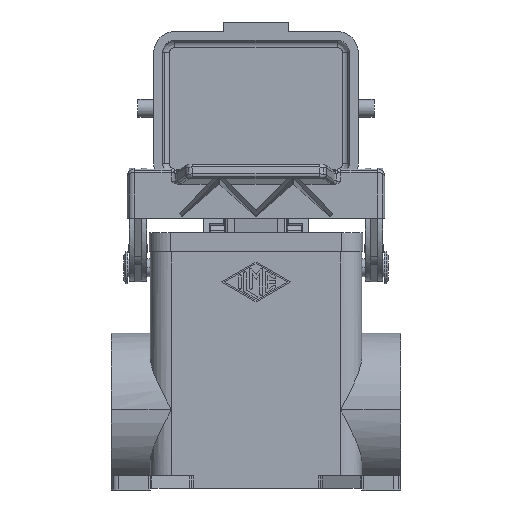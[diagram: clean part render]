
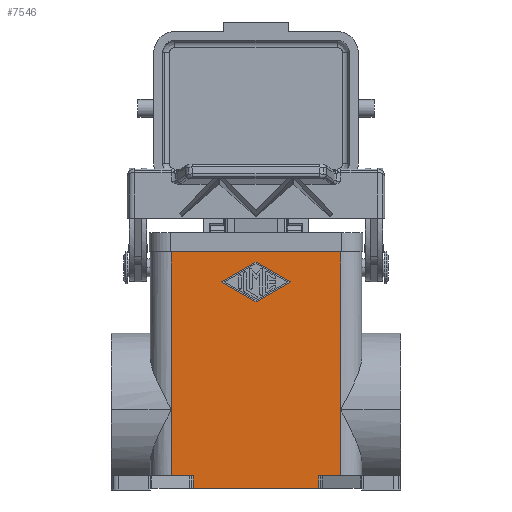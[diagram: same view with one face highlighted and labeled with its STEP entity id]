
A CAD part, front view. The second image highlights one B-rep face of the part: STEP entity #7546.
In plain terms, the highlighted planar face has unit normal (0, -1, 0).
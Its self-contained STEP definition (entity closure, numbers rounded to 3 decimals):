
#5304=CARTESIAN_POINT('',(24.,-21.75,-21.25));
#5305=VERTEX_POINT('',#5304);
#5466=CARTESIAN_POINT('',(-24.,-21.75,-21.25));
#5467=VERTEX_POINT('',#5466);
#6800=CARTESIAN_POINT('',(17.773,-21.75,-43.5));
#6801=VERTEX_POINT('',#6800);
#6809=CARTESIAN_POINT('',(-17.773,-21.75,-43.5));
#6810=VERTEX_POINT('',#6809);
#6811=CARTESIAN_POINT('',(17.773,-21.75,-43.5));
#6812=DIRECTION('',(-1.0,0.0,0.0));
#6813=VECTOR('',#6812,35.546);
#6814=LINE('',#6811,#6813);
#6815=EDGE_CURVE('',#6801,#6810,#6814,.T.);
#7171=CARTESIAN_POINT('',(-17.773,-21.75,-40.));
#7172=VERTEX_POINT('',#7171);
#7180=CARTESIAN_POINT('',(-24.,-21.75,-40.));
#7181=VERTEX_POINT('',#7180);
#7182=CARTESIAN_POINT('',(-24.,-21.75,-40.));
#7183=DIRECTION('',(1.0,0.0,0.0));
#7184=VECTOR('',#7183,6.227);
#7185=LINE('',#7182,#7184);
#7186=EDGE_CURVE('',#7181,#7172,#7185,.T.);
#7435=CARTESIAN_POINT('',(17.773,-21.75,-40.));
#7436=VERTEX_POINT('',#7435);
#7444=CARTESIAN_POINT('',(17.773,-21.75,-40.));
#7445=DIRECTION('',(0.0,0.0,-1.0));
#7446=VECTOR('',#7445,3.5);
#7447=LINE('',#7444,#7446);
#7448=EDGE_CURVE('',#7436,#6801,#7447,.T.);
#7454=CARTESIAN_POINT('',(24.,-21.75,1.5));
#7455=DIRECTION('',(0.0,-1.0,0.0));
#7456=DIRECTION('',(0.0,0.0,-1.0));
#7457=AXIS2_PLACEMENT_3D('',#7454,#7455,#7456);
#7458=PLANE('',#7457);
#7459=ORIENTED_EDGE('',*,*,#7448,.F.);
#7460=CARTESIAN_POINT('',(24.,-21.75,-40.));
#7461=VERTEX_POINT('',#7460);
#7462=CARTESIAN_POINT('',(17.773,-21.75,-40.));
#7463=DIRECTION('',(1.0,0.0,0.0));
#7464=VECTOR('',#7463,6.227);
#7465=LINE('',#7462,#7464);
#7466=EDGE_CURVE('',#7436,#7461,#7465,.T.);
#7467=ORIENTED_EDGE('',*,*,#7466,.T.);
#7468=CARTESIAN_POINT('',(24.,-21.75,-40.));
#7469=DIRECTION('',(0.0,0.0,1.0));
#7470=VECTOR('',#7469,18.75);
#7471=LINE('',#7468,#7470);
#7472=EDGE_CURVE('',#7461,#5305,#7471,.T.);
#7473=ORIENTED_EDGE('',*,*,#7472,.T.);
#7474=CARTESIAN_POINT('',(24.,-21.75,23.5));
#7475=VERTEX_POINT('',#7474);
#7476=CARTESIAN_POINT('',(24.,-21.75,-21.25));
#7477=DIRECTION('',(0.0,0.0,1.0));
#7478=VECTOR('',#7477,44.75);
#7479=LINE('',#7476,#7478);
#7480=EDGE_CURVE('',#5305,#7475,#7479,.T.);
#7481=ORIENTED_EDGE('',*,*,#7480,.T.);
#7482=CARTESIAN_POINT('',(-24.,-21.75,23.5));
#7483=VERTEX_POINT('',#7482);
#7484=CARTESIAN_POINT('',(24.,-21.75,23.5));
#7485=DIRECTION('',(-1.0,0.0,0.0));
#7486=VECTOR('',#7485,48.);
#7487=LINE('',#7484,#7486);
#7488=EDGE_CURVE('',#7475,#7483,#7487,.T.);
#7489=ORIENTED_EDGE('',*,*,#7488,.T.);
#7490=CARTESIAN_POINT('',(-24.,-21.75,-21.25));
#7491=DIRECTION('',(0.0,0.0,1.0));
#7492=VECTOR('',#7491,44.75);
#7493=LINE('',#7490,#7492);
#7494=EDGE_CURVE('',#5467,#7483,#7493,.T.);
#7495=ORIENTED_EDGE('',*,*,#7494,.F.);
#7496=CARTESIAN_POINT('',(-24.,-21.75,-40.));
#7497=DIRECTION('',(0.0,0.0,1.0));
#7498=VECTOR('',#7497,18.75);
#7499=LINE('',#7496,#7498);
#7500=EDGE_CURVE('',#7181,#5467,#7499,.T.);
#7501=ORIENTED_EDGE('',*,*,#7500,.F.);
#7502=ORIENTED_EDGE('',*,*,#7186,.T.);
#7503=CARTESIAN_POINT('',(-17.773,-21.75,-43.5));
#7504=DIRECTION('',(0.0,0.0,1.0));
#7505=VECTOR('',#7504,3.5);
#7506=LINE('',#7503,#7505);
#7507=EDGE_CURVE('',#6810,#7172,#7506,.T.);
#7508=ORIENTED_EDGE('',*,*,#7507,.F.);
#7509=ORIENTED_EDGE('',*,*,#6815,.F.);
#7510=EDGE_LOOP('',(#7459,#7467,#7473,#7481,#7489,#7495,#7501,#7502,#7508,#7509));
#7511=FACE_OUTER_BOUND('',#7510,.T.);
#7512=CARTESIAN_POINT('',(0.,-21.75,9.375));
#7513=VERTEX_POINT('',#7512);
#7514=CARTESIAN_POINT('',(-9.75,-21.75,15.));
#7515=VERTEX_POINT('',#7514);
#7516=CARTESIAN_POINT('',(0.,-21.75,9.375));
#7517=DIRECTION('',(-0.866,0.0,0.5));
#7518=VECTOR('',#7517,11.256);
#7519=LINE('',#7516,#7518);
#7520=EDGE_CURVE('',#7513,#7515,#7519,.T.);
#7521=ORIENTED_EDGE('',*,*,#7520,.T.);
#7522=CARTESIAN_POINT('',(0.,-21.75,20.625));
#7523=VERTEX_POINT('',#7522);
#7524=CARTESIAN_POINT('',(-9.75,-21.75,15.));
#7525=DIRECTION('',(0.866,0.0,0.5));
#7526=VECTOR('',#7525,11.256);
#7527=LINE('',#7524,#7526);
#7528=EDGE_CURVE('',#7515,#7523,#7527,.T.);
#7529=ORIENTED_EDGE('',*,*,#7528,.T.);
#7530=CARTESIAN_POINT('',(9.75,-21.75,15.));
#7531=VERTEX_POINT('',#7530);
#7532=CARTESIAN_POINT('',(0.,-21.75,20.625));
#7533=DIRECTION('',(0.866,0.0,-0.5));
#7534=VECTOR('',#7533,11.256);
#7535=LINE('',#7532,#7534);
#7536=EDGE_CURVE('',#7523,#7531,#7535,.T.);
#7537=ORIENTED_EDGE('',*,*,#7536,.T.);
#7538=CARTESIAN_POINT('',(9.75,-21.75,15.));
#7539=DIRECTION('',(-0.866,0.0,-0.5));
#7540=VECTOR('',#7539,11.256);
#7541=LINE('',#7538,#7540);
#7542=EDGE_CURVE('',#7531,#7513,#7541,.T.);
#7543=ORIENTED_EDGE('',*,*,#7542,.T.);
#7544=EDGE_LOOP('',(#7521,#7529,#7537,#7543));
#7545=FACE_BOUND('',#7544,.T.);
#7546=ADVANCED_FACE('',(#7511,#7545),#7458,.T.);
